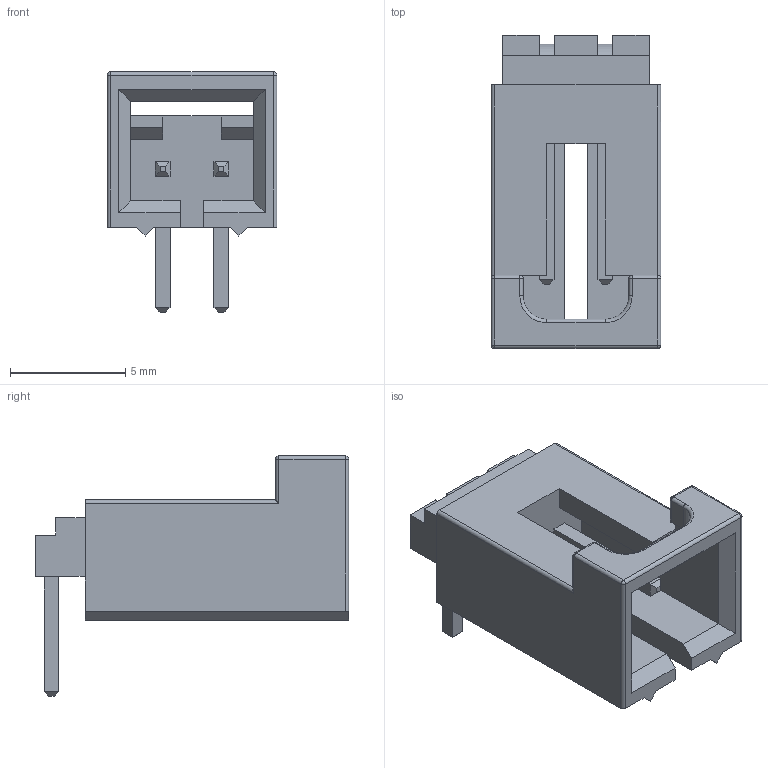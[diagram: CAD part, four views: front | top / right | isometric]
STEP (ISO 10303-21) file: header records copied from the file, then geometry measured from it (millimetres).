
FILE_DESCRIPTION( ( '' ), ' ' );
FILE_NAME( '5c5df24c19d26217b703a71d.step', '2019-02-08T21:19:08', ( '' ), ( '' ), ' ', ' ', ' ' );
FILE_SCHEMA( ( 'AUTOMOTIVE_DESIGN { 1 0 10303 214 1 1 1 1 }' ) );
Length unit declared in the file: metre
Products named in the file (5): Open CASCADE STEP translator 6.8 3; Open CASCADE STEP translator 6.8 2; Open CASCADE STEP translator 6.8 1
Bounding box: 7.37 x 13.59 x 10.42 mm (x, y, z)
Volume: 299.1 mm3; surface area: 611.1 mm2
Topology: 5 solids, 5 shells, 126 faces, 305 edges, 188 vertices
Faces by surface type: plane 98, cylinder 20, sphere 6, torus 2
Entity records: 6174 total; most frequent: CARTESIAN_POINT 624, ORIENTED_EDGE 610, DIRECTION 607, STYLED_ITEM 431, PRESENTATION_STYLE_ASSIGNMENT 431, COLOUR_RGB 431, EDGE_CURVE 305, CURVE_STYLE 305
